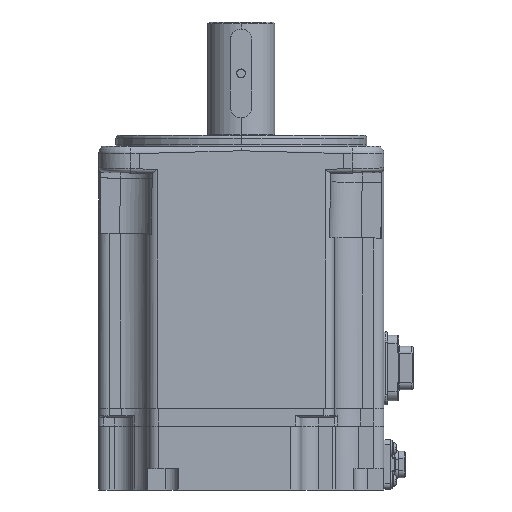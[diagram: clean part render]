
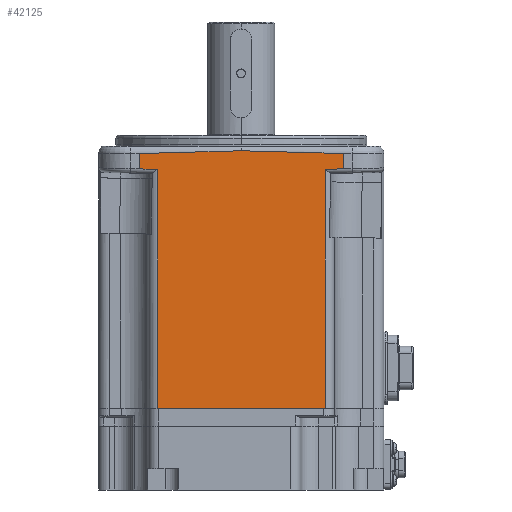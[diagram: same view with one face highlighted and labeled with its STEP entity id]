
A CAD part, front view. The second image highlights one B-rep face of the part: STEP entity #42125.
In plain terms, the highlighted planar face has unit normal (0, -1, 0).
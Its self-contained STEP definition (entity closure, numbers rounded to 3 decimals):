
#150 = LINE ( 'NONE', #17860, #71590 ) ;
#1045 = CARTESIAN_POINT ( 'NONE',  ( 36.305, -32.482, 136.401 ) ) ;
#1208 = CARTESIAN_POINT ( 'NONE',  ( -21.177, -32.482, 104.638 ) ) ;
#2204 = CARTESIAN_POINT ( 'NONE',  ( -21.177, -32.482, 140.638 ) ) ;
#2557 = EDGE_CURVE ( 'NONE', #21470, #71306, #20799, .T. ) ;
#4470 = EDGE_CURVE ( 'NONE', #11530, #15956, #59052, .T. ) ;
#5262 = DIRECTION ( 'NONE',  ( 0., 0., -1. ) ) ;
#5271 = CARTESIAN_POINT ( 'NONE',  ( 7.564, -32.482, 141.42 ) ) ;
#6104 = CARTESIAN_POINT ( 'NONE',  ( 50.064, -32.482, 145.754 ) ) ;
#6909 = EDGE_CURVE ( 'NONE', #32434, #11530, #150, .T. ) ;
#7444 = CARTESIAN_POINT ( 'NONE',  ( 34.596, -32.482, 136.211 ) ) ;
#7815 = CARTESIAN_POINT ( 'NONE',  ( 7.564, -32.482, 141.42 ) ) ;
#9638 = ORIENTED_EDGE ( 'NONE', *, *, #12304, .F. ) ;
#11262 = EDGE_CURVE ( 'NONE', #57897, #32434, #30089, .T. ) ;
#11530 = VERTEX_POINT ( 'NONE', #1045 ) ;
#11601 = CARTESIAN_POINT ( 'NONE',  ( 36.305, -32.482, 140.905 ) ) ;
#11807 = EDGE_CURVE ( 'NONE', #15956, #21470, #66569, .T. ) ;
#12304 = EDGE_CURVE ( 'NONE', #49544, #50118, #26854, .T. ) ;
#12359 = DIRECTION ( 'NONE',  ( 0., 0., -1. ) ) ;
#12942 = ORIENTED_EDGE ( 'NONE', *, *, #2557, .F. ) ;
#13462 = CARTESIAN_POINT ( 'NONE',  ( -21.177, -32.482, 136.401 ) ) ;
#13990 = CARTESIAN_POINT ( 'NONE',  ( 7.564, -32.482, 141.42 ) ) ;
#14267 = DIRECTION ( 'NONE',  ( 0., 0., 1. ) ) ;
#15956 = VERTEX_POINT ( 'NONE', #30094 ) ;
#17860 = CARTESIAN_POINT ( 'NONE',  ( 36.305, -32.482, 104.638 ) ) ;
#19734 = DIRECTION ( 'NONE',  ( 0., 0., 1. ) ) ;
#19735 = EDGE_CURVE ( 'NONE', #71306, #49544, #66442, .T. ) ;
#19886 = CARTESIAN_POINT ( 'NONE',  ( -21.177, -32.482, 140.905 ) ) ;
#20064 = CARTESIAN_POINT ( 'NONE',  ( 31.192, -32.482, 136.072 ) ) ;
#20799 = LINE ( 'NONE', #59482, #46681 ) ;
#21395 = LINE ( 'NONE', #1208, #81657 ) ;
#21470 = VERTEX_POINT ( 'NONE', #27223 ) ;
#22114 = EDGE_CURVE ( 'NONE', #39380, #57897, #54892, .T. ) ;
#23421 = ORIENTED_EDGE ( 'NONE', *, *, #11262, .F. ) ;
#24300 = EDGE_LOOP ( 'NONE', ( #79910, #73188, #23421, #40801, #28458, #9638, #60204, #12942, #56076 ) ) ;
#24756 = CARTESIAN_POINT ( 'NONE',  ( 36.305, -32.482, 140.638 ) ) ;
#26096 = CARTESIAN_POINT ( 'NONE',  ( -19.468, -32.482, 136.211 ) ) ;
#26781 = CARTESIAN_POINT ( 'NONE',  ( 36.305, -32.482, 136.321 ) ) ;
#26854 =( BOUNDED_CURVE ( )  B_SPLINE_CURVE ( 3, ( #71102, #26096, #65223, #13462 ),
 .UNSPECIFIED., .F., .F. ) 
 B_SPLINE_CURVE_WITH_KNOTS ( ( 4, 4 ),
 ( 2.956, 3.142 ),
 .UNSPECIFIED. ) 
 CURVE ( )  GEOMETRIC_REPRESENTATION_ITEM ( )  RATIONAL_B_SPLINE_CURVE ( ( 1., 0.997, 0.997, 1. ) ) 
 REPRESENTATION_ITEM ( '' )  );
#27223 = CARTESIAN_POINT ( 'NONE',  ( 31.192, -32.482, 68.738 ) ) ;
#27518 = DIRECTION ( 'NONE',  ( -1., 0., 0. ) ) ;
#28458 = ORIENTED_EDGE ( 'NONE', *, *, #34029, .F. ) ;
#28618 = AXIS2_PLACEMENT_3D ( 'NONE', #6104, #82666, #5262 ) ;
#29081 = CARTESIAN_POINT ( 'NONE',  ( -21.177, -32.482, 140.638 ) ) ;
#30089 =( BOUNDED_CURVE ( )  B_SPLINE_CURVE ( 3, ( #5271, #68016, #11601, #30958 ),
 .UNSPECIFIED., .F., .F. ) 
 B_SPLINE_CURVE_WITH_KNOTS ( ( 4, 4 ),
 ( 2.824, 3.142 ),
 .UNSPECIFIED. ) 
 CURVE ( )  GEOMETRIC_REPRESENTATION_ITEM ( )  RATIONAL_B_SPLINE_CURVE ( ( 1., 0.992, 0.992, 1. ) ) 
 REPRESENTATION_ITEM ( '' )  );
#30094 = CARTESIAN_POINT ( 'NONE',  ( 31.192, -32.482, 136.072 ) ) ;
#30797 = VECTOR ( 'NONE', #14267, 1000. ) ;
#30958 = CARTESIAN_POINT ( 'NONE',  ( 36.305, -32.482, 140.638 ) ) ;
#32183 = FACE_OUTER_BOUND ( 'NONE', #24300, .T. ) ;
#32434 = VERTEX_POINT ( 'NONE', #24756 ) ;
#34029 = EDGE_CURVE ( 'NONE', #50118, #39380, #21395, .T. ) ;
#39380 = VERTEX_POINT ( 'NONE', #29081 ) ;
#39563 = CARTESIAN_POINT ( 'NONE',  ( -21.177, -32.482, 136.401 ) ) ;
#40083 = CARTESIAN_POINT ( 'NONE',  ( -11.515, -32.482, 141.167 ) ) ;
#40489 = CARTESIAN_POINT ( 'NONE',  ( 31.192, -32.482, 63.999 ) ) ;
#40801 = ORIENTED_EDGE ( 'NONE', *, *, #22114, .F. ) ;
#41843 = CARTESIAN_POINT ( 'NONE',  ( -16.064, -32.482, 136.072 ) ) ;
#42125 = ADVANCED_FACE ( 'NONE', ( #32183 ), #69646, .T. ) ;
#46681 = VECTOR ( 'NONE', #27518, 1000. ) ;
#49544 = VERTEX_POINT ( 'NONE', #41843 ) ;
#50118 = VERTEX_POINT ( 'NONE', #39563 ) ;
#51780 = CARTESIAN_POINT ( 'NONE',  ( 36.305, -32.482, 136.401 ) ) ;
#54892 =( BOUNDED_CURVE ( )  B_SPLINE_CURVE ( 3, ( #2204, #19886, #40083, #13990 ),
 .UNSPECIFIED., .F., .F. ) 
 B_SPLINE_CURVE_WITH_KNOTS ( ( 4, 4 ),
 ( 0., 0.318 ),
 .UNSPECIFIED. ) 
 CURVE ( )  GEOMETRIC_REPRESENTATION_ITEM ( )  RATIONAL_B_SPLINE_CURVE ( ( 1., 0.992, 0.992, 1. ) ) 
 REPRESENTATION_ITEM ( '' )  );
#56076 = ORIENTED_EDGE ( 'NONE', *, *, #11807, .F. ) ;
#57897 = VERTEX_POINT ( 'NONE', #7815 ) ;
#58295 = VECTOR ( 'NONE', #60238, 1000. ) ;
#59052 =( BOUNDED_CURVE ( )  B_SPLINE_CURVE ( 3, ( #51780, #26781, #7444, #20064 ),
 .UNSPECIFIED., .F., .F. ) 
 B_SPLINE_CURVE_WITH_KNOTS ( ( 4, 4 ),
 ( 3.142, 3.327 ),
 .UNSPECIFIED. ) 
 CURVE ( )  GEOMETRIC_REPRESENTATION_ITEM ( )  RATIONAL_B_SPLINE_CURVE ( ( 1., 0.997, 0.997, 1. ) ) 
 REPRESENTATION_ITEM ( '' )  );
#59482 = CARTESIAN_POINT ( 'NONE',  ( 50.064, -32.482, 68.738 ) ) ;
#60204 = ORIENTED_EDGE ( 'NONE', *, *, #19735, .F. ) ;
#60238 = DIRECTION ( 'NONE',  ( 0., 0., -1. ) ) ;
#64767 = CARTESIAN_POINT ( 'NONE',  ( -16.064, -32.482, 104.638 ) ) ;
#65223 = CARTESIAN_POINT ( 'NONE',  ( -21.177, -32.482, 136.321 ) ) ;
#66442 = LINE ( 'NONE', #64767, #30797 ) ;
#66569 = LINE ( 'NONE', #40489, #58295 ) ;
#68016 = CARTESIAN_POINT ( 'NONE',  ( 26.643, -32.482, 141.167 ) ) ;
#69646 = PLANE ( 'NONE',  #28618 ) ;
#71102 = CARTESIAN_POINT ( 'NONE',  ( -16.064, -32.482, 136.072 ) ) ;
#71306 = VERTEX_POINT ( 'NONE', #80118 ) ;
#71590 = VECTOR ( 'NONE', #12359, 1000. ) ;
#73188 = ORIENTED_EDGE ( 'NONE', *, *, #6909, .F. ) ;
#79910 = ORIENTED_EDGE ( 'NONE', *, *, #4470, .F. ) ;
#80118 = CARTESIAN_POINT ( 'NONE',  ( -16.064, -32.482, 68.738 ) ) ;
#81657 = VECTOR ( 'NONE', #19734, 1000. ) ;
#82666 = DIRECTION ( 'NONE',  ( 0., -1., 0. ) ) ;
